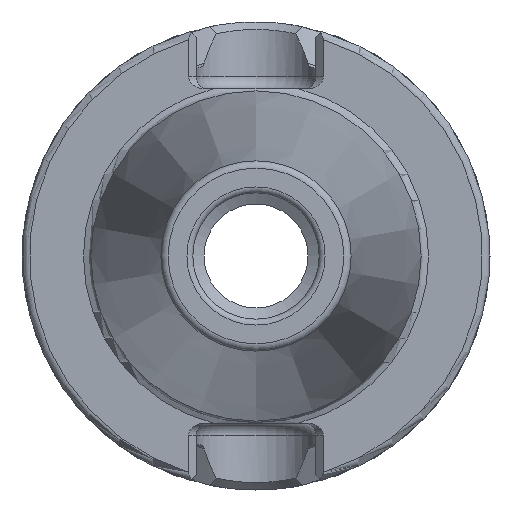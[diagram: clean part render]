
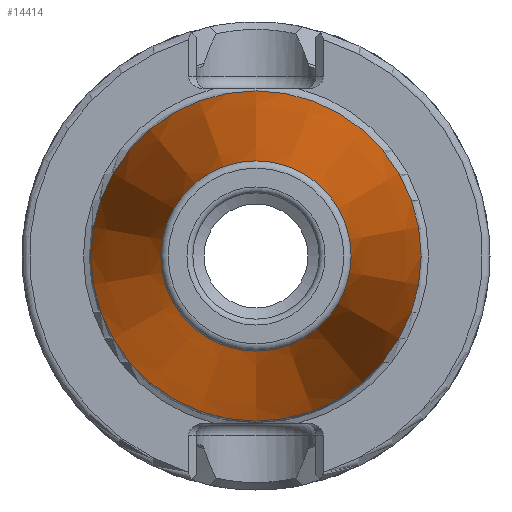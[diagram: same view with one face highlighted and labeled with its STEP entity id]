
A CAD part, left-side view. The second image highlights one B-rep face of the part: STEP entity #14414.
In plain terms, the highlighted conical face has half-angle 8.297 degrees and reference radius 22.225 mm.
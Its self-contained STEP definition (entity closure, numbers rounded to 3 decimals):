
#986 = CARTESIAN_POINT ( 'NONE',  ( -84.544, 0., 12.812 ) ) ;
#2141 = EDGE_CURVE ( 'NONE', #12212, #12212, #25362, .T. ) ;
#2149 = DIRECTION ( 'NONE',  ( 0., 0., 1. ) ) ;
#4251 = DIRECTION ( 'NONE',  ( -1., 0., 0. ) ) ;
#6567 = CARTESIAN_POINT ( 'NONE',  ( -20., 0., 22.225 ) ) ;
#8750 = CARTESIAN_POINT ( 'NONE',  ( -84.544, 0., 0. ) ) ;
#9125 = EDGE_LOOP ( 'NONE', ( #13768 ) ) ;
#9199 = EDGE_LOOP ( 'NONE', ( #13183 ) ) ;
#12212 = VERTEX_POINT ( 'NONE', #6567 ) ;
#13183 = ORIENTED_EDGE ( 'NONE', *, *, #25825, .F. ) ;
#13390 = CARTESIAN_POINT ( 'NONE',  ( -20., 0., 0. ) ) ;
#13768 = ORIENTED_EDGE ( 'NONE', *, *, #2141, .T. ) ;
#14414 = ADVANCED_FACE ( 'NONE', ( #25036, #18232 ), #20362, .T. ) ;
#15798 = AXIS2_PLACEMENT_3D ( 'NONE', #8750, #24561, #2149 ) ;
#16973 = AXIS2_PLACEMENT_3D ( 'NONE', #27010, #17830, #20544 ) ;
#17830 = DIRECTION ( 'NONE',  ( 1., 0., 0. ) ) ;
#18232 = FACE_OUTER_BOUND ( 'NONE', #9125, .T. ) ;
#20152 = DIRECTION ( 'NONE',  ( 0., 0., 1. ) ) ;
#20362 = CONICAL_SURFACE ( 'NONE', #16973, 22.225, 0.145 ) ;
#20544 = DIRECTION ( 'NONE',  ( 0., 0., -1. ) ) ;
#24561 = DIRECTION ( 'NONE',  ( -1., 0., 0. ) ) ;
#24724 = AXIS2_PLACEMENT_3D ( 'NONE', #13390, #4251, #20152 ) ;
#25036 = FACE_BOUND ( 'NONE', #9199, .T. ) ;
#25362 = CIRCLE ( 'NONE', #24724, 22.225 ) ;
#25717 = CIRCLE ( 'NONE', #15798, 12.812 ) ;
#25825 = EDGE_CURVE ( 'NONE', #27123, #27123, #25717, .T. ) ;
#27010 = CARTESIAN_POINT ( 'NONE',  ( -20., 0., 0. ) ) ;
#27123 = VERTEX_POINT ( 'NONE', #986 ) ;
